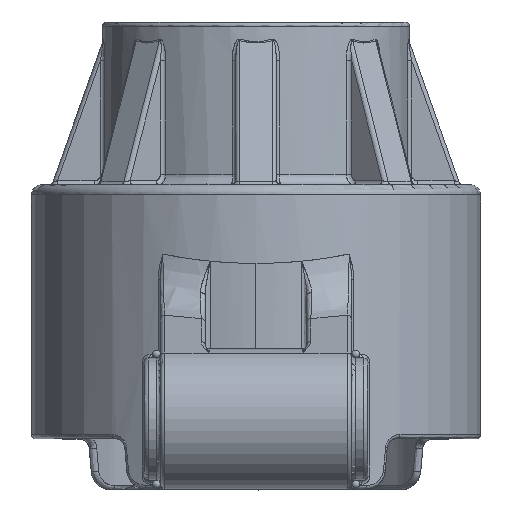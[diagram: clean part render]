
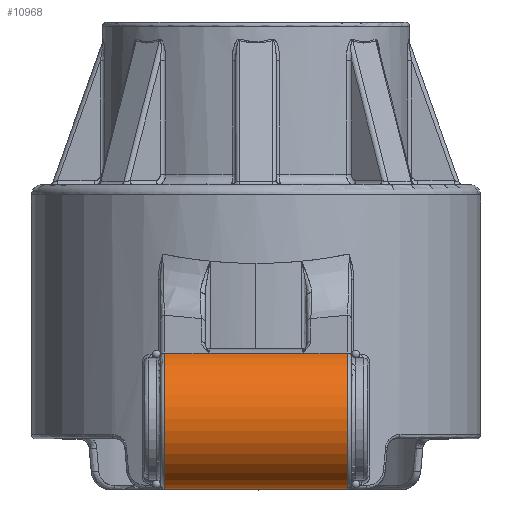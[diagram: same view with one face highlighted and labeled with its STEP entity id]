
A CAD part, top view. The second image highlights one B-rep face of the part: STEP entity #10968.
In plain terms, the highlighted cylindrical face has radius 3.45 mm (diameter 6.9 mm), a partial arc.
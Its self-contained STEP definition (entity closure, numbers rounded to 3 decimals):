
#188=CIRCLE('',#16022,3.45);
#189=CIRCLE('',#16023,3.45);
#190=CIRCLE('',#16024,3.45);
#191=CIRCLE('',#16025,3.45);
#542=LINE('',#22746,#897);
#543=LINE('',#22750,#898);
#544=LINE('',#22754,#899);
#545=LINE('',#22756,#900);
#546=LINE('',#22758,#901);
#547=LINE('',#22762,#902);
#897=VECTOR('',#16971,1000.);
#898=VECTOR('',#16974,1000.);
#899=VECTOR('',#16977,1000.);
#900=VECTOR('',#16978,1000.);
#901=VECTOR('',#16979,1000.);
#902=VECTOR('',#16982,1000.);
#1210=CYLINDRICAL_SURFACE('',#16021,3.45);
#2136=ORIENTED_EDGE('',*,*,#4360,.T.);
#2137=ORIENTED_EDGE('',*,*,#4361,.T.);
#2138=ORIENTED_EDGE('',*,*,#4362,.T.);
#2139=ORIENTED_EDGE('',*,*,#4363,.T.);
#2140=ORIENTED_EDGE('',*,*,#4364,.T.);
#2141=ORIENTED_EDGE('',*,*,#4365,.T.);
#2142=ORIENTED_EDGE('',*,*,#4366,.T.);
#2143=ORIENTED_EDGE('',*,*,#4367,.T.);
#2144=ORIENTED_EDGE('',*,*,#4368,.T.);
#2145=ORIENTED_EDGE('',*,*,#4369,.T.);
#4360=EDGE_CURVE('',#6586,#6587,#188,.T.);
#4361=EDGE_CURVE('',#6587,#6588,#542,.F.);
#4362=EDGE_CURVE('',#6588,#6589,#189,.F.);
#4363=EDGE_CURVE('',#6589,#6590,#543,.F.);
#4364=EDGE_CURVE('',#6590,#6591,#190,.F.);
#4365=EDGE_CURVE('',#6591,#6592,#544,.T.);
#4366=EDGE_CURVE('',#6592,#6593,#545,.T.);
#4367=EDGE_CURVE('',#6593,#6594,#546,.T.);
#4368=EDGE_CURVE('',#6594,#6595,#191,.T.);
#4369=EDGE_CURVE('',#6595,#6586,#547,.F.);
#6586=VERTEX_POINT('',#22744);
#6587=VERTEX_POINT('',#22745);
#6588=VERTEX_POINT('',#22747);
#6589=VERTEX_POINT('',#22749);
#6590=VERTEX_POINT('',#22751);
#6591=VERTEX_POINT('',#22753);
#6592=VERTEX_POINT('',#22755);
#6593=VERTEX_POINT('',#22757);
#6594=VERTEX_POINT('',#22759);
#6595=VERTEX_POINT('',#22761);
#9866=EDGE_LOOP('',(#2136,#2137,#2138,#2139,#2140,#2141,#2142,#2143,#2144,
#2145));
#10375=FACE_BOUND('',#9866,.T.);
#10968=ADVANCED_FACE('',(#10375),#1210,.F.);
#16021=AXIS2_PLACEMENT_3D('',#22742,#16967,#16968);
#16022=AXIS2_PLACEMENT_3D('',#22743,#16969,#16970);
#16023=AXIS2_PLACEMENT_3D('',#22748,#16972,#16973);
#16024=AXIS2_PLACEMENT_3D('',#22752,#16975,#16976);
#16025=AXIS2_PLACEMENT_3D('',#22760,#16980,#16981);
#16967=DIRECTION('',(1.,0.,0.));
#16968=DIRECTION('',(0.,0.,-1.));
#16969=DIRECTION('',(1.,0.,0.));
#16970=DIRECTION('',(0.,0.,-1.));
#16971=DIRECTION('',(1.,0.,0.));
#16972=DIRECTION('',(1.,0.,0.));
#16973=DIRECTION('',(0.,0.,-1.));
#16974=DIRECTION('',(1.,0.,0.));
#16975=DIRECTION('',(1.,0.,0.));
#16976=DIRECTION('',(0.,0.,-1.));
#16977=DIRECTION('',(1.,0.,0.));
#16978=DIRECTION('',(1.,0.,0.));
#16979=DIRECTION('',(1.,0.,0.));
#16980=DIRECTION('',(1.,0.,0.));
#16981=DIRECTION('',(0.,0.,-1.));
#16982=DIRECTION('',(1.,0.,0.));
#22742=CARTESIAN_POINT('',(-4.5,3.45,16.25));
#22743=CARTESIAN_POINT('',(2.3,3.45,16.25));
#22744=CARTESIAN_POINT('',(2.3,0.,16.25));
#22745=CARTESIAN_POINT('',(2.3,0.208,15.07));
#22746=CARTESIAN_POINT('',(-4.5,0.208,15.07));
#22747=CARTESIAN_POINT('',(-2.3,0.208,15.07));
#22748=CARTESIAN_POINT('',(-2.3,3.45,16.25));
#22749=CARTESIAN_POINT('',(-2.3,0.,16.25));
#22750=CARTESIAN_POINT('',(-4.5,0.,16.25));
#22751=CARTESIAN_POINT('',(-4.5,0.,16.25));
#22752=CARTESIAN_POINT('',(-4.5,3.45,16.25));
#22753=CARTESIAN_POINT('',(-4.5,6.692,17.43));
#22754=CARTESIAN_POINT('',(-4.5,6.692,17.43));
#22755=CARTESIAN_POINT('',(-2.3,6.692,17.43));
#22756=CARTESIAN_POINT('',(-4.5,6.692,17.43));
#22757=CARTESIAN_POINT('',(2.3,6.692,17.43));
#22758=CARTESIAN_POINT('',(-4.5,6.692,17.43));
#22759=CARTESIAN_POINT('',(4.5,6.692,17.43));
#22760=CARTESIAN_POINT('',(4.5,3.45,16.25));
#22761=CARTESIAN_POINT('',(4.5,0.,16.25));
#22762=CARTESIAN_POINT('',(-4.5,0.,16.25));
